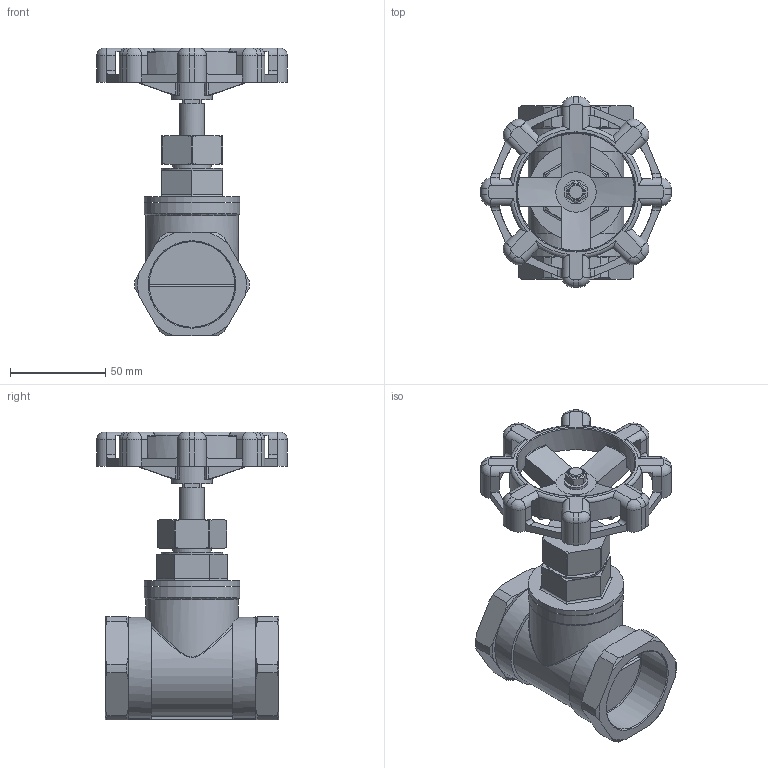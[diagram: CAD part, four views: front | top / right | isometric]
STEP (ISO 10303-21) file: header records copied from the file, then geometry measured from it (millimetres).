
FILE_DESCRIPTION(/* description */ ('Unknown'),/* implementation_level */ '2;1');
FILE_NAME(/* name */ '9120-08',/* time_stamp */ '2023-02-02T13:46:51+01:00',/* author */ ('Unknown'),/* organization */ ('Unknown'),/* preprocessor_version */ 'ST-DEVELOPER v16.7',/* originating_system */ 'Solid Edge',/* authorisation */ 'Unknown');
FILE_SCHEMA (('AUTOMOTIVE_DESIGN {1 0 10303 214 3 1 1}'));
Length unit declared in the file: millimetre
Products named in the file (5): 9120-08; DIN125-6_4.1.2; Handrad ø100; WUERTH 03226 hexagonal nut DIN 934  M6 A2 BLK_EDST
Assembly tree (4 placements, depth 2):
  9120-08
    DIN125-6_4.1.2
    Handrad ø100
    9120-08
    WUERTH 03226 hexagonal nut DIN 934  M6 A2 BLK_EDST
Bounding box: 100 x 100 x 151 mm (x, y, z)
Volume: 217764.7 mm3; surface area: 70627.3 mm2
Topology: 4 solids, 4 shells, 360 faces, 1032 edges, 668 vertices
Faces by surface type: plane 152, cylinder 112, cone 48, torus 46, bspline 2
Full cylindrical faces by diameter (mm): 4.917 x1, 6.3 x1, 6.4 x1, 8 x1, 12.5 x1, 13 x1, 20 x1, 21.213 x1, 32 x1, 33 x1, 44.845 x4, 48.6 x1, 50 x2, 62 x1, 70 x1, 81.941 x1
Entity records: 13347 total; most frequent: CARTESIAN_POINT 3118, ORIENTED_EDGE 1972, DIRECTION 1772, EDGE_CURVE 986, AXIS2_PLACEMENT_3D 681, VERTEX_POINT 652, LINE 410, VECTOR 410
